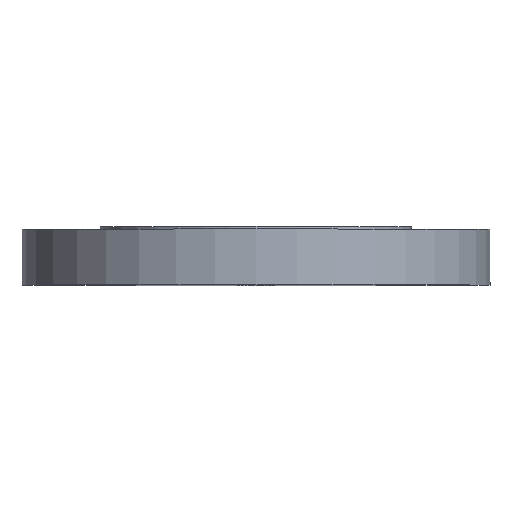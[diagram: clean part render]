
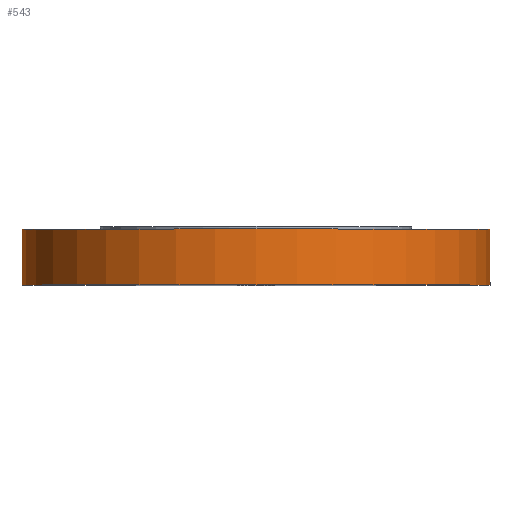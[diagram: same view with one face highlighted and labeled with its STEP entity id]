
A CAD part, top view. The second image highlights one B-rep face of the part: STEP entity #543.
In plain terms, the highlighted cylindrical face has radius 139.7 mm (diameter 279.4 mm), a partial arc.
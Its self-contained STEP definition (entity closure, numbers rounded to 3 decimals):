
#73 = CARTESIAN_POINT ( 'NONE',  ( 0., 33.3, 0. ) ) ;
#102 = ORIENTED_EDGE ( 'NONE', *, *, #692, .T. ) ;
#124 = DIRECTION ( 'NONE',  ( 0., 1., 0. ) ) ;
#131 = LINE ( 'NONE', #586, #792 ) ;
#145 = DIRECTION ( 'NONE',  ( 0., 1., 0. ) ) ;
#153 = DIRECTION ( 'NONE',  ( -1., 0., 0. ) ) ;
#159 = VERTEX_POINT ( 'NONE', #357 ) ;
#172 = CARTESIAN_POINT ( 'NONE',  ( 139.7, 100.481, 0. ) ) ;
#202 = FACE_OUTER_BOUND ( 'NONE', #278, .T. ) ;
#210 = ORIENTED_EDGE ( 'NONE', *, *, #592, .F. ) ;
#224 = AXIS2_PLACEMENT_3D ( 'NONE', #73, #145, #153 ) ;
#242 = LINE ( 'NONE', #172, #277 ) ;
#277 = VECTOR ( 'NONE', #481, 1000. ) ;
#278 = EDGE_LOOP ( 'NONE', ( #102, #747, #210, #583 ) ) ;
#284 = CYLINDRICAL_SURFACE ( 'NONE', #393, 139.7 ) ;
#310 = EDGE_CURVE ( 'NONE', #474, #509, #131, .T. ) ;
#343 = AXIS2_PLACEMENT_3D ( 'NONE', #748, #363, #622 ) ;
#357 = CARTESIAN_POINT ( 'NONE',  ( 139.7, 33.3, 0. ) ) ;
#363 = DIRECTION ( 'NONE',  ( 0., 1., 0. ) ) ;
#393 = AXIS2_PLACEMENT_3D ( 'NONE', #716, #653, #661 ) ;
#474 = VERTEX_POINT ( 'NONE', #511 ) ;
#475 = CARTESIAN_POINT ( 'NONE',  ( -139.7, 33.3, 0. ) ) ;
#481 = DIRECTION ( 'NONE',  ( 0., 1., 0. ) ) ;
#509 = VERTEX_POINT ( 'NONE', #475 ) ;
#511 = CARTESIAN_POINT ( 'NONE',  ( -139.7, 0., 0. ) ) ;
#543 = ADVANCED_FACE ( 'NONE', ( #202 ), #284, .T. ) ;
#583 = ORIENTED_EDGE ( 'NONE', *, *, #310, .F. ) ;
#584 = CIRCLE ( 'NONE', #224, 139.7 ) ;
#586 = CARTESIAN_POINT ( 'NONE',  ( -139.7, 100.481, 0. ) ) ;
#592 = EDGE_CURVE ( 'NONE', #509, #159, #584, .T. ) ;
#622 = DIRECTION ( 'NONE',  ( -1., 0., 0. ) ) ;
#628 = CARTESIAN_POINT ( 'NONE',  ( 139.7, 0., 0. ) ) ;
#653 = DIRECTION ( 'NONE',  ( 0., 1., 0. ) ) ;
#661 = DIRECTION ( 'NONE',  ( -1., 0., 0. ) ) ;
#692 = EDGE_CURVE ( 'NONE', #474, #721, #828, .T. ) ;
#716 = CARTESIAN_POINT ( 'NONE',  ( 0., 100.481, 0. ) ) ;
#721 = VERTEX_POINT ( 'NONE', #628 ) ;
#734 = EDGE_CURVE ( 'NONE', #721, #159, #242, .T. ) ;
#747 = ORIENTED_EDGE ( 'NONE', *, *, #734, .T. ) ;
#748 = CARTESIAN_POINT ( 'NONE',  ( 0., 0., 0. ) ) ;
#792 = VECTOR ( 'NONE', #124, 1000. ) ;
#828 = CIRCLE ( 'NONE', #343, 139.7 ) ;
